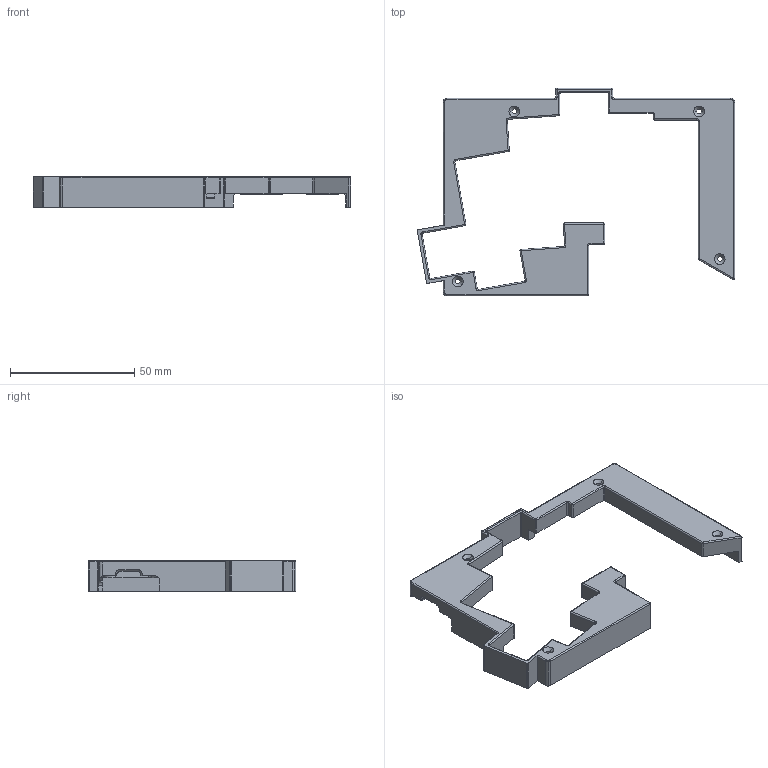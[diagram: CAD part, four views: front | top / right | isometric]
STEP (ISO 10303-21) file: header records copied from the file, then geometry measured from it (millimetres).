
FILE_DESCRIPTION (( 'STEP AP214' ), '1' );
FILE_NAME ('totem_ble_no_logo-left_top.STEP', '2024-11-19T09:16:04', ( '' ), ( '' ), 'SwSTEP 2.0', 'SolidWorks 2024', '' );
FILE_SCHEMA (( 'AUTOMOTIVE_DESIGN' ));
Length unit declared in the file: millimetre
Products named in the file (1): totem_ble_no_logo-left_top
Bounding box: 127.4 x 83.5 x 12.35 mm (x, y, z)
Volume: 12978.1 mm3; surface area: 17728.5 mm2
Topology: 1 solids, 1 shells, 325 faces, 865 edges, 536 vertices
Faces by surface type: plane 144, cylinder 129, torus 19, sphere 17, cone 10, bspline 6
Entity records: 10418 total; most frequent: CARTESIAN_POINT 2298, DIRECTION 1714, ORIENTED_EDGE 1706, EDGE_CURVE 853, AXIS2_PLACEMENT_3D 586, VECTOR 542, LINE 542, VERTEX_POINT 534
